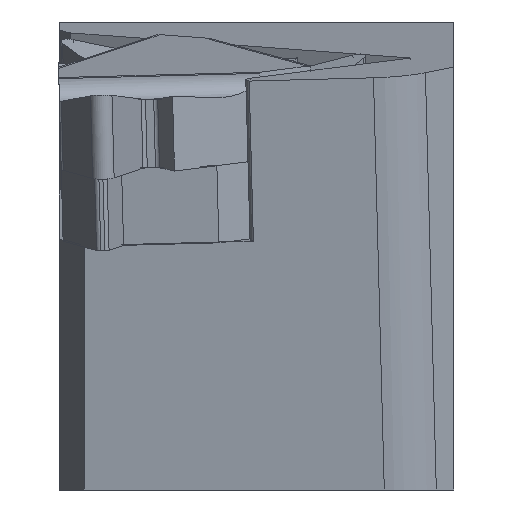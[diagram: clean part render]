
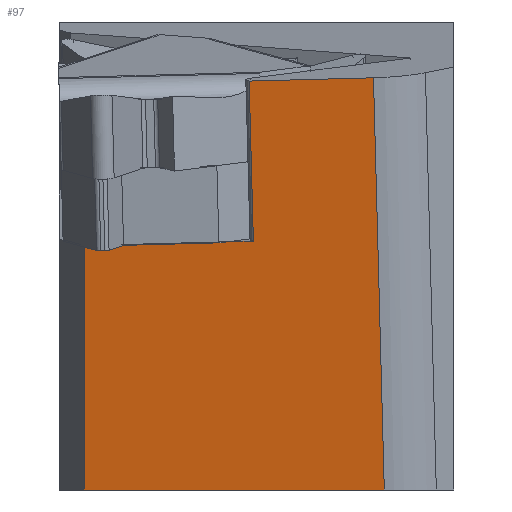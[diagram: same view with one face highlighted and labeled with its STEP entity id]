
A CAD part, left-side view. The second image highlights one B-rep face of the part: STEP entity #97.
In plain terms, the highlighted planar face has unit normal (-0.985, -0.004, -0.174).
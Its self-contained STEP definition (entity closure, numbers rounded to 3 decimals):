
#97=ADVANCED_FACE('',(#215),#167,.F.);
#167=PLANE('',#1406);
#215=FACE_OUTER_BOUND('',#285,.T.);
#285=EDGE_LOOP('',(#425,#426,#427,#428,#429,#430,#431));
#425=ORIENTED_EDGE('',*,*,#937,.F.);
#426=ORIENTED_EDGE('',*,*,#938,.F.);
#427=ORIENTED_EDGE('',*,*,#922,.F.);
#428=ORIENTED_EDGE('',*,*,#939,.F.);
#429=ORIENTED_EDGE('',*,*,#895,.T.);
#430=ORIENTED_EDGE('',*,*,#940,.T.);
#431=ORIENTED_EDGE('',*,*,#941,.T.);
#766=VERTEX_POINT('',#1890);
#767=VERTEX_POINT('',#1891);
#790=VERTEX_POINT('',#1944);
#791=VERTEX_POINT('',#1946);
#801=VERTEX_POINT('',#1974);
#802=VERTEX_POINT('',#1975);
#803=VERTEX_POINT('',#1979);
#895=EDGE_CURVE('',#766,#767,#1090,.T.);
#922=EDGE_CURVE('',#790,#791,#1113,.T.);
#937=EDGE_CURVE('',#801,#802,#1126,.T.);
#938=EDGE_CURVE('',#791,#801,#1127,.T.);
#939=EDGE_CURVE('',#766,#790,#1128,.T.);
#940=EDGE_CURVE('',#767,#803,#1129,.T.);
#941=EDGE_CURVE('',#803,#802,#1130,.T.);
#1090=LINE('',#1889,#1241);
#1113=LINE('',#1945,#1264);
#1126=LINE('',#1973,#1277);
#1127=LINE('',#1976,#1278);
#1128=LINE('',#1977,#1279);
#1129=LINE('',#1978,#1280);
#1130=LINE('',#1980,#1281);
#1241=VECTOR('',#1509,1.);
#1264=VECTOR('',#1548,1.);
#1277=VECTOR('',#1571,1.);
#1278=VECTOR('',#1572,1.);
#1279=VECTOR('',#1573,1.);
#1280=VECTOR('',#1574,1.);
#1281=VECTOR('',#1575,1.);
#1406=AXIS2_PLACEMENT_3D('',#1981,#1576,#1577);
#1509=DIRECTION('',(0.,1.,-0.026));
#1548=DIRECTION('',(0.,-1.,0.026));
#1571=DIRECTION('',(-0.005,1.,0.));
#1572=DIRECTION('',(0.174,-0.026,-0.984));
#1573=DIRECTION('',(-0.174,0.026,0.984));
#1574=DIRECTION('',(0.,1.,-0.026));
#1575=DIRECTION('',(0.174,0.,-0.985));
#1576=DIRECTION('',(0.985,0.005,0.174));
#1577=DIRECTION('',(0.174,0.,-0.985));
#1889=CARTESIAN_POINT('',(3.763,112.882,-8.638));
#1890=CARTESIAN_POINT('',(3.763,8.127,-5.895));
#1891=CARTESIAN_POINT('',(3.763,9.182,-5.923));
#1944=CARTESIAN_POINT('',(2.617,8.297,0.602));
#1945=CARTESIAN_POINT('',(2.617,16.421,0.39));
#1946=CARTESIAN_POINT('',(2.617,3.251,0.735));
#1973=CARTESIAN_POINT('',(5.065,112.006,-16.));
#1974=CARTESIAN_POINT('',(5.569,2.813,-16.));
#1975=CARTESIAN_POINT('',(5.513,15.,-16.));
#1976=CARTESIAN_POINT('',(9.529,2.225,-38.447));
#1977=CARTESIAN_POINT('',(2.027,8.385,3.95));
#1978=CARTESIAN_POINT('',(3.763,112.882,-8.638));
#1979=CARTESIAN_POINT('',(3.763,15.,-6.075));
#1980=CARTESIAN_POINT('',(9.963,15.,-41.246));
#1981=CARTESIAN_POINT('',(9.529,112.026,-41.323));
